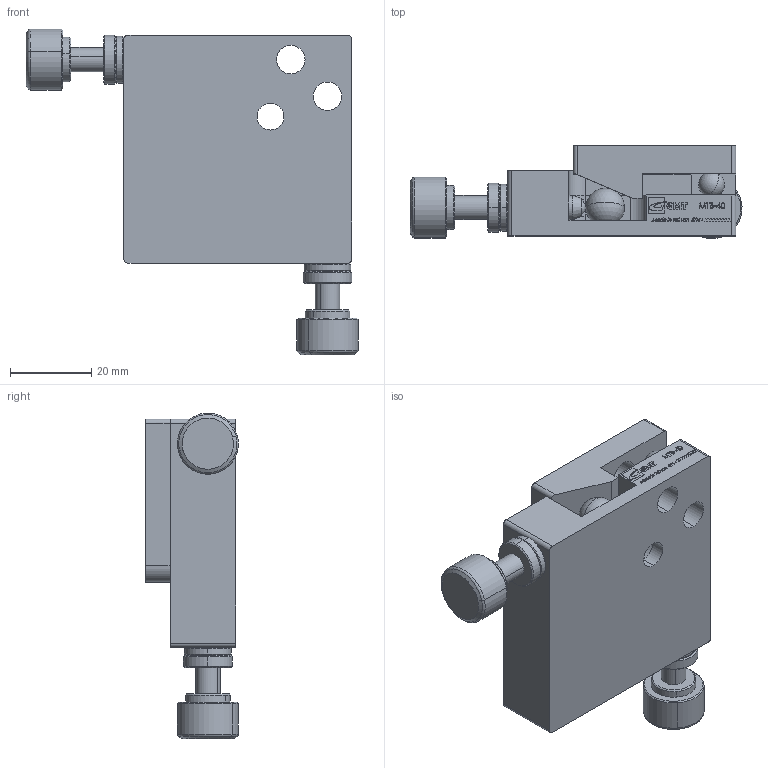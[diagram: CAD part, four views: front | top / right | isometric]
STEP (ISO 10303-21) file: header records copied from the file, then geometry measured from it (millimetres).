
FILE_DESCRIPTION (( 'STEP AP203' ), '1' );
FILE_NAME ('MTB-40(«¬¿ý).STEP', '2013-10-09T05:39:42', ( '' ), ( '' ), 'SwSTEP 2.0', 'SolidWorks 2013', '' );
FILE_SCHEMA (( 'CONFIG_CONTROL_DESIGN' ));
Length unit declared in the file: centimetre
Products named in the file (3): Group1^MTB-40(型錄); Group2^MTB-40(型錄); MTB-40(型錄)
Assembly tree (2 placements, depth 2):
  MTB-40(型錄)
    Group1^MTB-40(型錄)
    Group2^MTB-40(型錄)
Bounding box: 81.54 x 22.79 x 79.96 mm (x, y, z)
Volume: 52378 mm3; surface area: 18781.5 mm2
Topology: 4 solids, 4 shells, 679 faces, 1812 edges, 1190 vertices
Faces by surface type: plane 396, cylinder 115, bspline 114, cone 34, sphere 16, torus 4
Entity records: 26532 total; most frequent: CARTESIAN_POINT 9956, ORIENTED_EDGE 3566, DIRECTION 2989, EDGE_CURVE 1783, VECTOR 1241, LINE 1241, VERTEX_POINT 1173, AXIS2_PLACEMENT_3D 874
